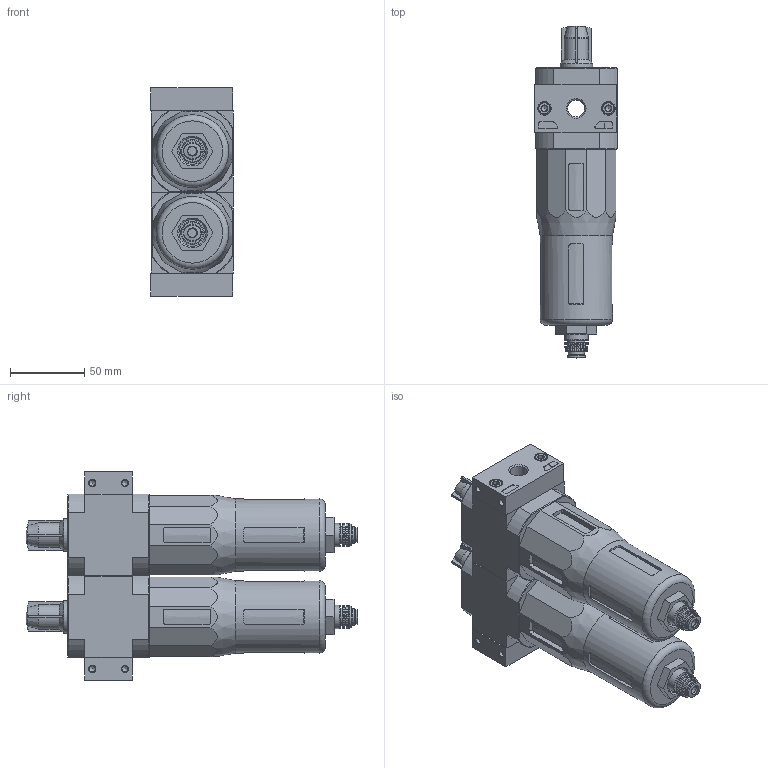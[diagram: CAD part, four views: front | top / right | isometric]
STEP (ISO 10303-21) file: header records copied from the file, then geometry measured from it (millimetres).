
FILE_DESCRIPTION(/* description */ ('STEP AP214'),/* implementation_level */ '2;1');
FILE_NAME(/* name */ '532876_LFMBA-1_4-D-MIDI-DA-A',/* time_stamp */ '2024-09-03T16:24:07+02:00',/* author */ ('License CC BY-ND 4.0'),/* organization */ ('CADENAS'),/* preprocessor_version */ 'ST-DEVELOPER v19.3',/* originating_system */ 'PARTsolutions',/* authorisation */ ' ');
FILE_SCHEMA (('AUTOMOTIVE_DESIGN {1 0 10303 214 3 1 1}'));
Length unit declared in the file: millimetre
Products named in the file (9): 532876 LFMBA-1/4-D-MIDI-DA-A; 680241 PBL-1/4-D-MIDI-L---(1) p1; DIN-912 - M5x18(F); 680242 PBL-1/4-D-MIDI-R---(0) p1; 670984 LFMB-D-MIDI-DA-A; 526489 MS4-LFR-V; 369989 LF-D-MIDI; 670978 LFMA-D-MIDI-DA-A; 351358 FRB-D-MIDI
Assembly tree (14 placements, depth 2):
  532876 LFMBA-1/4-D-MIDI-DA-A
    680241 PBL-1/4-D-MIDI-L---(1) p1
    DIN-912 - M5x18(F)  x4
    680242 PBL-1/4-D-MIDI-R---(0) p1
    670984 LFMB-D-MIDI-DA-A
    526489 MS4-LFR-V  x2
    369989 LF-D-MIDI  x2
    670978 LFMA-D-MIDI-DA-A
    351358 FRB-D-MIDI  x2
Bounding box: 55.5 x 223.22 x 140 mm (x, y, z)
Volume: 834762.1 mm3; surface area: 117647 mm2
Topology: 14 solids, 14 shells, 735 faces, 1723 edges, 1086 vertices
Faces by surface type: plane 344, cylinder 187, cone 142, torus 60, sphere 2
Full cylindrical faces by diameter (mm): 3.7 x2, 4.134 x10, 5 x6, 6 x2, 7 x2, 7.3 x4, 7.5 x2, 8.5 x4, 11 x2, 11.4 x2, 11.445 x2, 11.6 x2, 11.8 x2, 15.8 x2, 16 x2, 16.4 x2, 18 x2, 22 x2, 22.2 x2, 24.9 x1, 26.4 x2, 29.7 x1, 30.8 x2, 48.7 x2, 52 x2
Entity records: 19894 total; most frequent: CARTESIAN_POINT 3829, DIRECTION 2607, ORIENTED_EDGE 2544, EDGE_CURVE 1272, AXIS2_PLACEMENT_3D 1015, VERTEX_POINT 893, FACE_BOUND 783, EDGE_LOOP 775
